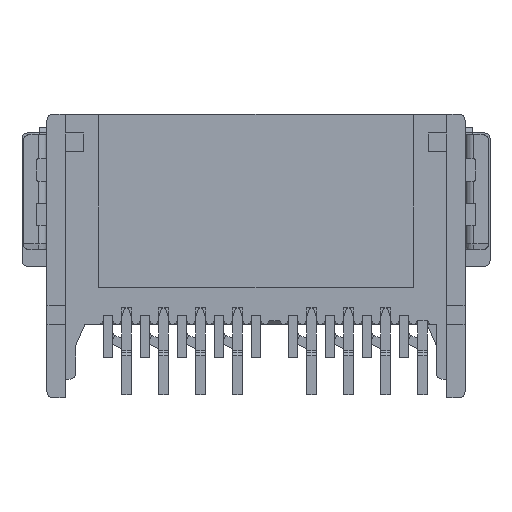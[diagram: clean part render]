
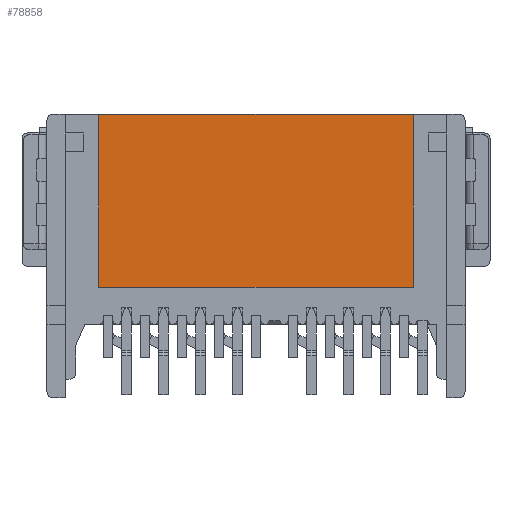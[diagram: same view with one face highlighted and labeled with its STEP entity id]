
A CAD part, front view. The second image highlights one B-rep face of the part: STEP entity #78858.
In plain terms, the highlighted planar face has unit normal (0, -1, 0).
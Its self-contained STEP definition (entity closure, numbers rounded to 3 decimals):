
#1138 = DIRECTION ( 'NONE',  ( 0., 0., -1. ) ) ;
#1149 = ORIENTED_EDGE ( 'NONE', *, *, #29639, .F. ) ;
#2635 = DIRECTION ( 'NONE',  ( 1., 0., 0. ) ) ;
#4711 = ORIENTED_EDGE ( 'NONE', *, *, #81380, .F. ) ;
#5523 = VERTEX_POINT ( 'NONE', #75306 ) ;
#5839 = VERTEX_POINT ( 'NONE', #76832 ) ;
#11468 = CARTESIAN_POINT ( 'NONE',  ( -9.5, -4.75, 0. ) ) ;
#11582 = LINE ( 'NONE', #36924, #58252 ) ;
#11843 = DIRECTION ( 'NONE',  ( 0., 1., 0. ) ) ;
#12663 = PLANE ( 'NONE',  #64165 ) ;
#13124 = CARTESIAN_POINT ( 'NONE',  ( 7.5, -4.75, 0. ) ) ;
#13543 = LINE ( 'NONE', #43873, #73339 ) ;
#20926 = LINE ( 'NONE', #59372, #23207 ) ;
#23207 = VECTOR ( 'NONE', #2635, 1000. ) ;
#29639 = EDGE_CURVE ( 'NONE', #65008, #32189, #11582, .T. ) ;
#30637 = LINE ( 'NONE', #63300, #79091 ) ;
#31453 = ORIENTED_EDGE ( 'NONE', *, *, #47356, .T. ) ;
#32184 = FACE_OUTER_BOUND ( 'NONE', #54222, .T. ) ;
#32189 = VERTEX_POINT ( 'NONE', #13124 ) ;
#36924 = CARTESIAN_POINT ( 'NONE',  ( -9.5, -4.75, 0. ) ) ;
#38028 = CARTESIAN_POINT ( 'NONE',  ( -9.5, -4.75, 0. ) ) ;
#43873 = CARTESIAN_POINT ( 'NONE',  ( -9.5, -4.75, 0. ) ) ;
#47356 = EDGE_CURVE ( 'NONE', #65008, #5523, #13543, .T. ) ;
#54222 = EDGE_LOOP ( 'NONE', ( #31453, #76868, #4711, #1149 ) ) ;
#58252 = VECTOR ( 'NONE', #62090, 1000. ) ;
#59372 = CARTESIAN_POINT ( 'NONE',  ( -9.5, -4.75, -9.35 ) ) ;
#62090 = DIRECTION ( 'NONE',  ( 1., 0., 0. ) ) ;
#63300 = CARTESIAN_POINT ( 'NONE',  ( 7.5, -4.75, 0. ) ) ;
#64165 = AXIS2_PLACEMENT_3D ( 'NONE', #38028, #11843, #68592 ) ;
#65008 = VERTEX_POINT ( 'NONE', #11468 ) ;
#68592 = DIRECTION ( 'NONE',  ( 0., 0., 1. ) ) ;
#73339 = VECTOR ( 'NONE', #1138, 1000. ) ;
#75306 = CARTESIAN_POINT ( 'NONE',  ( -9.5, -4.75, -9.35 ) ) ;
#76832 = CARTESIAN_POINT ( 'NONE',  ( 7.5, -4.75, -9.35 ) ) ;
#76868 = ORIENTED_EDGE ( 'NONE', *, *, #80025, .T. ) ;
#78858 = ADVANCED_FACE ( 'NONE', ( #32184 ), #12663, .F. ) ;
#79091 = VECTOR ( 'NONE', #81949, 1000. ) ;
#80025 = EDGE_CURVE ( 'NONE', #5523, #5839, #20926, .T. ) ;
#81380 = EDGE_CURVE ( 'NONE', #32189, #5839, #30637, .T. ) ;
#81949 = DIRECTION ( 'NONE',  ( 0., 0., -1. ) ) ;
